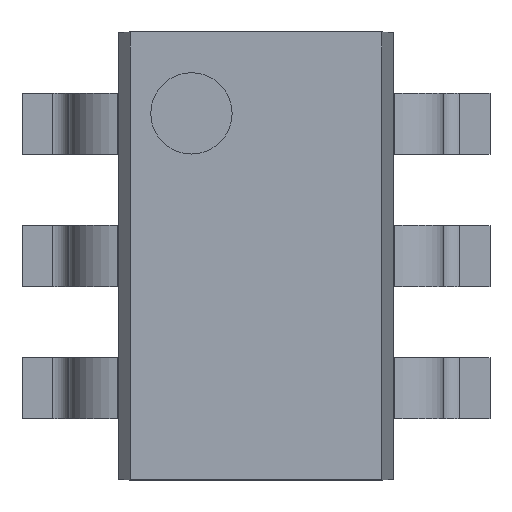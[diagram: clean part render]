
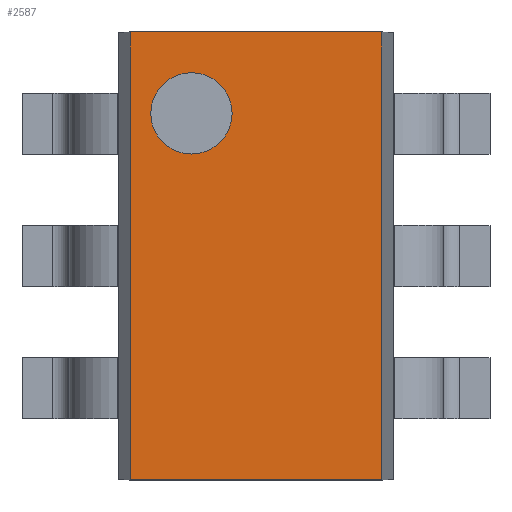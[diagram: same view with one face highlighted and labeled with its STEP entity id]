
A CAD part, top view. The second image highlights one B-rep face of the part: STEP entity #2587.
In plain terms, the highlighted planar face has unit normal (0, 0, 1).
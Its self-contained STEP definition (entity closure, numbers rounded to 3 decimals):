
#2473=CARTESIAN_POINT('',(-0.117,0.7,1.1));
#2474=VERTEX_POINT('',#2473);
#2483=CARTESIAN_POINT('',(-0.517,0.7,1.1));
#2484=VERTEX_POINT('',#2483);
#2485=CARTESIAN_POINT('',(-0.317,0.7,1.1));
#2486=DIRECTION('',(0.0,0.0,-1.0));
#2487=DIRECTION('',(1.0,0.0,0.0));
#2488=AXIS2_PLACEMENT_3D('',#2485,#2486,#2487);
#2489=CIRCLE('',#2488,0.2);
#2490=EDGE_CURVE('',#2484,#2474,#2489,.T.);
#2524=CARTESIAN_POINT('',(-0.317,0.7,1.1));
#2525=DIRECTION('',(0.0,0.0,-1.0));
#2526=DIRECTION('',(1.0,0.0,0.0));
#2527=AXIS2_PLACEMENT_3D('',#2524,#2525,#2526);
#2528=CIRCLE('',#2527,0.2);
#2529=EDGE_CURVE('',#2474,#2484,#2528,.T.);
#2544=CARTESIAN_POINT('',(0.642,-1.1,1.1));
#2545=DIRECTION('',(0.0,0.0,1.0));
#2546=DIRECTION('',(1.0,0.0,0.0));
#2547=AXIS2_PLACEMENT_3D('',#2544,#2545,#2546);
#2548=PLANE('',#2547);
#2549=CARTESIAN_POINT('',(0.617,1.1,1.1));
#2550=VERTEX_POINT('',#2549);
#2551=CARTESIAN_POINT('',(-0.617,1.1,1.1));
#2552=VERTEX_POINT('',#2551);
#2553=CARTESIAN_POINT('',(0.617,1.1,1.1));
#2554=DIRECTION('',(-1.0,0.0,0.0));
#2555=VECTOR('',#2554,1.235);
#2556=LINE('',#2553,#2555);
#2557=EDGE_CURVE('',#2550,#2552,#2556,.T.);
#2558=ORIENTED_EDGE('',*,*,#2557,.T.);
#2559=CARTESIAN_POINT('',(-0.617,-1.1,1.1));
#2560=VERTEX_POINT('',#2559);
#2561=CARTESIAN_POINT('',(-0.617,1.1,1.1));
#2562=DIRECTION('',(0.0,-1.0,0.0));
#2563=VECTOR('',#2562,2.2);
#2564=LINE('',#2561,#2563);
#2565=EDGE_CURVE('',#2560,#2552,#2564,.F.);
#2566=ORIENTED_EDGE('',*,*,#2565,.F.);
#2567=CARTESIAN_POINT('',(0.617,-1.1,1.1));
#2568=VERTEX_POINT('',#2567);
#2569=CARTESIAN_POINT('',(-0.617,-1.1,1.1));
#2570=DIRECTION('',(1.0,0.0,0.0));
#2571=VECTOR('',#2570,1.235);
#2572=LINE('',#2569,#2571);
#2573=EDGE_CURVE('',#2560,#2568,#2572,.T.);
#2574=ORIENTED_EDGE('',*,*,#2573,.T.);
#2575=CARTESIAN_POINT('',(0.617,-1.1,1.1));
#2576=DIRECTION('',(0.0,1.0,0.0));
#2577=VECTOR('',#2576,2.2);
#2578=LINE('',#2575,#2577);
#2579=EDGE_CURVE('',#2568,#2550,#2578,.T.);
#2580=ORIENTED_EDGE('',*,*,#2579,.T.);
#2581=EDGE_LOOP('',(#2558,#2566,#2574,#2580));
#2582=FACE_OUTER_BOUND('',#2581,.T.);
#2583=ORIENTED_EDGE('',*,*,#2529,.T.);
#2584=ORIENTED_EDGE('',*,*,#2490,.T.);
#2585=EDGE_LOOP('',(#2583,#2584));
#2586=FACE_BOUND('',#2585,.T.);
#2587=ADVANCED_FACE('',(#2582,#2586),#2548,.T.);
